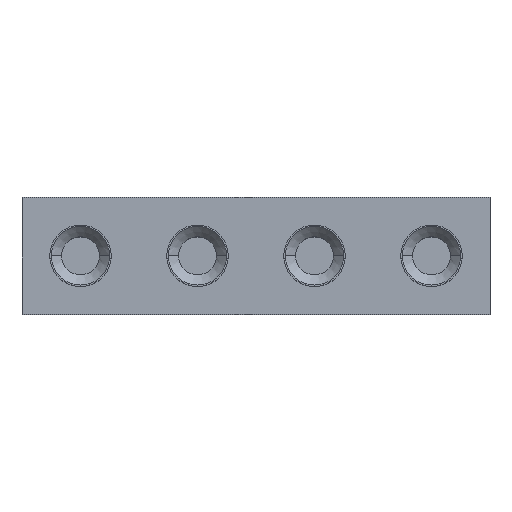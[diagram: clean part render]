
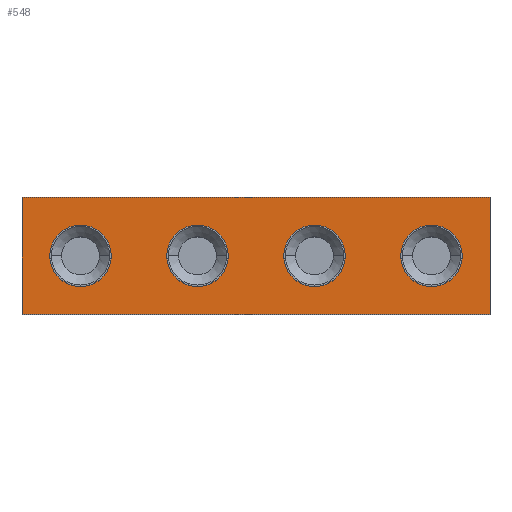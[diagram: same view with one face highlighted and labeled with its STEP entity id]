
A CAD part, top view. The second image highlights one B-rep face of the part: STEP entity #548.
In plain terms, the highlighted planar face has unit normal (0, 0, 1).
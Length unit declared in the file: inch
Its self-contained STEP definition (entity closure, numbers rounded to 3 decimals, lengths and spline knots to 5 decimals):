
#33=DIRECTION('',(0.,-1.,0.));
#34=VECTOR('',#33,40.);
#35=CARTESIAN_POINT('',(0.,0.,6.));
#36=LINE('',#35,#34);
#37=DIRECTION('',(-1.,0.,0.));
#38=VECTOR('',#37,160.);
#39=CARTESIAN_POINT('',(160.,0.,6.));
#40=LINE('',#39,#38);
#41=DIRECTION('',(0.,1.,0.));
#42=VECTOR('',#41,40.);
#43=CARTESIAN_POINT('',(160.,-40.,6.));
#44=LINE('',#43,#42);
#45=DIRECTION('',(1.,0.,0.));
#46=VECTOR('',#45,160.);
#47=CARTESIAN_POINT('',(0.,-40.,6.));
#48=LINE('',#47,#46);
#49=CARTESIAN_POINT('',(20.,-20.,6.));
#50=DIRECTION('',(0.,0.,1.));
#51=DIRECTION('',(1.,0.,0.));
#52=AXIS2_PLACEMENT_3D('',#49,#50,#51);
#54=CARTESIAN_POINT('',(20.,-20.,6.));
#55=DIRECTION('',(0.,0.,1.));
#56=DIRECTION('',(-1.,0.,0.));
#57=AXIS2_PLACEMENT_3D('',#54,#55,#56);
#69=CARTESIAN_POINT('',(60.,-20.,6.));
#70=DIRECTION('',(0.,0.,1.));
#71=DIRECTION('',(1.,0.,0.));
#72=AXIS2_PLACEMENT_3D('',#69,#70,#71);
#74=CARTESIAN_POINT('',(60.,-20.,6.));
#75=DIRECTION('',(0.,0.,1.));
#76=DIRECTION('',(-1.,0.,0.));
#77=AXIS2_PLACEMENT_3D('',#74,#75,#76);
#89=CARTESIAN_POINT('',(100.,-20.,6.));
#90=DIRECTION('',(0.,0.,1.));
#91=DIRECTION('',(1.,0.,0.));
#92=AXIS2_PLACEMENT_3D('',#89,#90,#91);
#94=CARTESIAN_POINT('',(100.,-20.,6.));
#95=DIRECTION('',(0.,0.,1.));
#96=DIRECTION('',(-1.,0.,0.));
#97=AXIS2_PLACEMENT_3D('',#94,#95,#96);
#109=CARTESIAN_POINT('',(140.,-20.,6.));
#110=DIRECTION('',(0.,0.,1.));
#111=DIRECTION('',(1.,0.,0.));
#112=AXIS2_PLACEMENT_3D('',#109,#110,#111);
#114=CARTESIAN_POINT('',(140.,-20.,6.));
#115=DIRECTION('',(0.,0.,1.));
#116=DIRECTION('',(-1.,0.,0.));
#117=AXIS2_PLACEMENT_3D('',#114,#115,#116);
#353=CARTESIAN_POINT('',(0.,0.,6.));
#354=CARTESIAN_POINT('',(0.,-40.,6.));
#355=VERTEX_POINT('',#353);
#356=VERTEX_POINT('',#354);
#357=CARTESIAN_POINT('',(160.,-40.,6.));
#358=VERTEX_POINT('',#357);
#359=CARTESIAN_POINT('',(160.,0.,6.));
#360=VERTEX_POINT('',#359);
#377=CARTESIAN_POINT('',(30.5,-20.,6.));
#378=CARTESIAN_POINT('',(9.5,-20.,6.));
#379=VERTEX_POINT('',#377);
#380=VERTEX_POINT('',#378);
#385=CARTESIAN_POINT('',(70.5,-20.,6.));
#386=CARTESIAN_POINT('',(49.5,-20.,6.));
#387=VERTEX_POINT('',#385);
#388=VERTEX_POINT('',#386);
#393=CARTESIAN_POINT('',(110.5,-20.,6.));
#394=CARTESIAN_POINT('',(89.5,-20.,6.));
#395=VERTEX_POINT('',#393);
#396=VERTEX_POINT('',#394);
#401=CARTESIAN_POINT('',(150.5,-20.,6.));
#402=CARTESIAN_POINT('',(129.5,-20.,6.));
#403=VERTEX_POINT('',#401);
#404=VERTEX_POINT('',#402);
#513=CARTESIAN_POINT('',(0.,0.,6.));
#514=DIRECTION('',(0.,0.,1.));
#515=DIRECTION('',(1.,0.,0.));
#516=AXIS2_PLACEMENT_3D('',#513,#514,#515);
#517=PLANE('',#516);
#518=ORIENTED_EDGE('',*,*,#465,.F.);
#519=ORIENTED_EDGE('',*,*,#480,.F.);
#520=ORIENTED_EDGE('',*,*,#494,.F.);
#521=ORIENTED_EDGE('',*,*,#507,.F.);
#522=EDGE_LOOP('',(#518,#519,#520,#521));
#523=FACE_OUTER_BOUND('',#522,.F.);
#525=ORIENTED_EDGE('',*,*,#524,.T.);
#527=ORIENTED_EDGE('',*,*,#526,.T.);
#528=EDGE_LOOP('',(#525,#527));
#529=FACE_BOUND('',#528,.F.);
#531=ORIENTED_EDGE('',*,*,#530,.T.);
#533=ORIENTED_EDGE('',*,*,#532,.T.);
#534=EDGE_LOOP('',(#531,#533));
#535=FACE_BOUND('',#534,.F.);
#537=ORIENTED_EDGE('',*,*,#536,.T.);
#539=ORIENTED_EDGE('',*,*,#538,.T.);
#540=EDGE_LOOP('',(#537,#539));
#541=FACE_BOUND('',#540,.F.);
#543=ORIENTED_EDGE('',*,*,#542,.T.);
#545=ORIENTED_EDGE('',*,*,#544,.T.);
#546=EDGE_LOOP('',(#543,#545));
#547=FACE_BOUND('',#546,.F.);
#548=ADVANCED_FACE('',(#523,#529,#535,#541,#547),#517,.T.);
#53=CIRCLE('',#52,10.5);
#58=CIRCLE('',#57,10.5);
#73=CIRCLE('',#72,10.5);
#78=CIRCLE('',#77,10.5);
#93=CIRCLE('',#92,10.5);
#98=CIRCLE('',#97,10.5);
#113=CIRCLE('',#112,10.5);
#118=CIRCLE('',#117,10.5);
#465=EDGE_CURVE('',#355,#356,#36,.T.);
#480=EDGE_CURVE('',#360,#355,#40,.T.);
#494=EDGE_CURVE('',#358,#360,#44,.T.);
#507=EDGE_CURVE('',#356,#358,#48,.T.);
#524=EDGE_CURVE('',#379,#380,#53,.T.);
#526=EDGE_CURVE('',#380,#379,#58,.T.);
#530=EDGE_CURVE('',#387,#388,#73,.T.);
#532=EDGE_CURVE('',#388,#387,#78,.T.);
#536=EDGE_CURVE('',#395,#396,#93,.T.);
#538=EDGE_CURVE('',#396,#395,#98,.T.);
#542=EDGE_CURVE('',#403,#404,#113,.T.);
#544=EDGE_CURVE('',#404,#403,#118,.T.);
